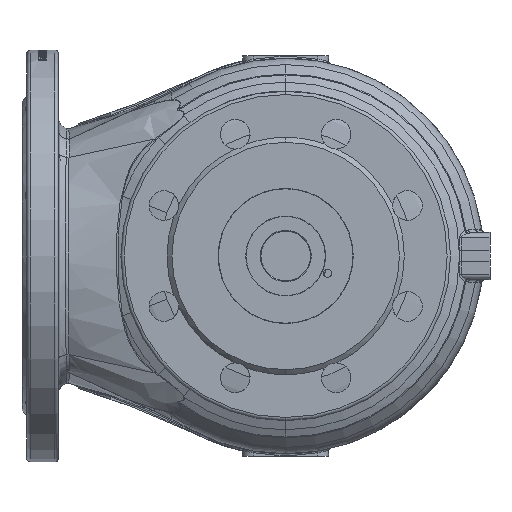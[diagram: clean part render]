
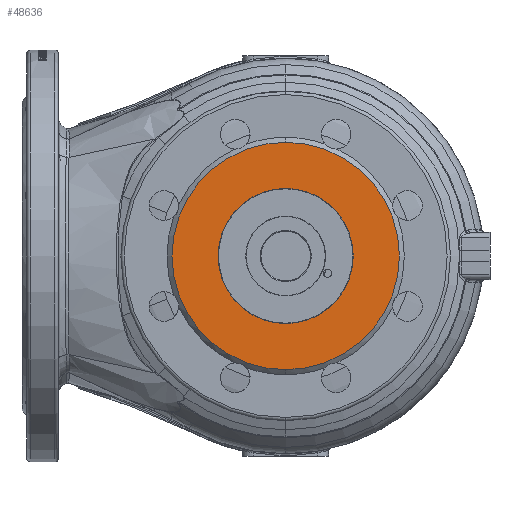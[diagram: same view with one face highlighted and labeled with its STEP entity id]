
A CAD part, front view. The second image highlights one B-rep face of the part: STEP entity #48636.
In plain terms, the highlighted planar face has unit normal (0, -1, 0).
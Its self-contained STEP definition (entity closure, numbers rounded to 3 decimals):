
#617 = EDGE_LOOP ( 'NONE', ( #91271, #60464 ) ) ;
#12457 = PLANE ( 'NONE',  #19034 ) ;
#13532 = CARTESIAN_POINT ( 'NONE',  ( 0., -195., 0. ) ) ;
#15852 = AXIS2_PLACEMENT_3D ( 'NONE', #119916, #26169, #136689 ) ;
#19034 = AXIS2_PLACEMENT_3D ( 'NONE', #158575, #93399, #175478 ) ;
#26169 = DIRECTION ( 'NONE',  ( 0., 1., 0. ) ) ;
#27740 = CIRCLE ( 'NONE', #162147, 41. ) ;
#33374 = CARTESIAN_POINT ( 'NONE',  ( 0., -195., 0. ) ) ;
#39742 = CARTESIAN_POINT ( 'NONE',  ( 0., -195., 41. ) ) ;
#45009 = DIRECTION ( 'NONE',  ( 0., 1., 0. ) ) ;
#45708 = AXIS2_PLACEMENT_3D ( 'NONE', #120653, #164845, #165890 ) ;
#47118 = FACE_BOUND ( 'NONE', #198643, .T. ) ;
#48636 = ADVANCED_FACE ( 'NONE', ( #47118, #78630 ), #12457, .T. ) ;
#60464 = ORIENTED_EDGE ( 'NONE', *, *, #200333, .F. ) ;
#65393 = VERTEX_POINT ( 'NONE', #39742 ) ;
#67775 = VERTEX_POINT ( 'NONE', #94331 ) ;
#77889 = CIRCLE ( 'NONE', #171947, 41. ) ;
#78630 = FACE_OUTER_BOUND ( 'NONE', #617, .T. ) ;
#80343 = CARTESIAN_POINT ( 'NONE',  ( 0., -195., -69. ) ) ;
#91271 = ORIENTED_EDGE ( 'NONE', *, *, #177277, .F. ) ;
#93399 = DIRECTION ( 'NONE',  ( 0., -1., 0. ) ) ;
#94331 = CARTESIAN_POINT ( 'NONE',  ( 0., -195., 69. ) ) ;
#97320 = VERTEX_POINT ( 'NONE', #80343 ) ;
#97509 = DIRECTION ( 'NONE',  ( 0., 0., 1. ) ) ;
#104447 = EDGE_CURVE ( 'NONE', #174451, #65393, #27740, .T. ) ;
#109837 = CIRCLE ( 'NONE', #15852, 69. ) ;
#110314 = DIRECTION ( 'NONE',  ( 0., 0., 1. ) ) ;
#113708 = EDGE_CURVE ( 'NONE', #65393, #174451, #77889, .T. ) ;
#119916 = CARTESIAN_POINT ( 'NONE',  ( 0., -195., 0. ) ) ;
#120653 = CARTESIAN_POINT ( 'NONE',  ( 0., -195., 0. ) ) ;
#125299 = CARTESIAN_POINT ( 'NONE',  ( 0., -195., -41. ) ) ;
#136689 = DIRECTION ( 'NONE',  ( 0., 0., 1. ) ) ;
#143214 = CIRCLE ( 'NONE', #45708, 69. ) ;
#143305 = ORIENTED_EDGE ( 'NONE', *, *, #104447, .T. ) ;
#158575 = CARTESIAN_POINT ( 'NONE',  ( 0., -195., 0. ) ) ;
#160621 = DIRECTION ( 'NONE',  ( 0., 1., 0. ) ) ;
#162147 = AXIS2_PLACEMENT_3D ( 'NONE', #13532, #45009, #110314 ) ;
#164845 = DIRECTION ( 'NONE',  ( 0., 1., 0. ) ) ;
#165890 = DIRECTION ( 'NONE',  ( 0., 0., 1. ) ) ;
#171947 = AXIS2_PLACEMENT_3D ( 'NONE', #33374, #160621, #97509 ) ;
#174451 = VERTEX_POINT ( 'NONE', #125299 ) ;
#175478 = DIRECTION ( 'NONE',  ( 0., 0., -1. ) ) ;
#177277 = EDGE_CURVE ( 'NONE', #67775, #97320, #143214, .T. ) ;
#198643 = EDGE_LOOP ( 'NONE', ( #202121, #143305 ) ) ;
#200333 = EDGE_CURVE ( 'NONE', #97320, #67775, #109837, .T. ) ;
#202121 = ORIENTED_EDGE ( 'NONE', *, *, #113708, .T. ) ;
